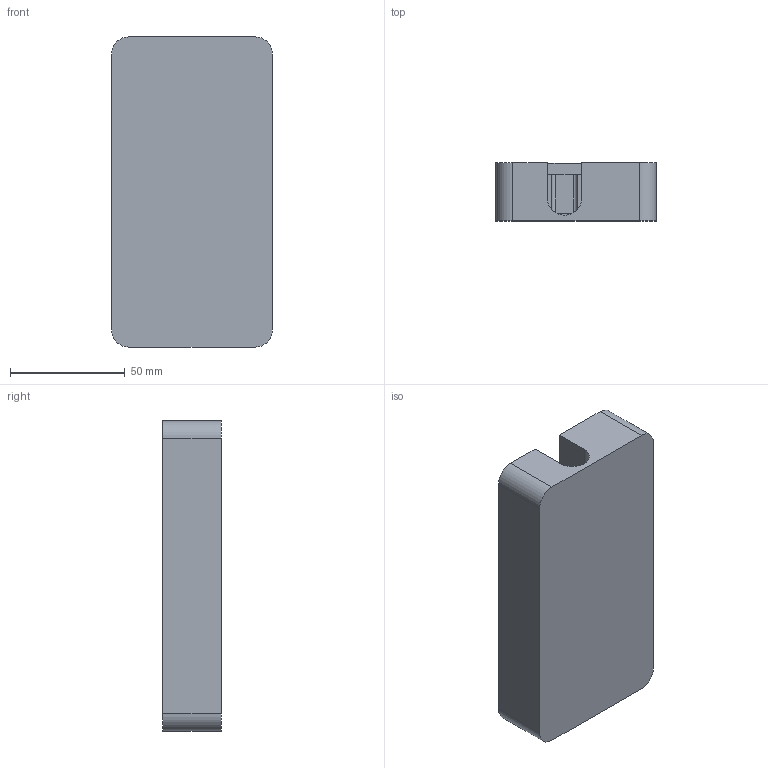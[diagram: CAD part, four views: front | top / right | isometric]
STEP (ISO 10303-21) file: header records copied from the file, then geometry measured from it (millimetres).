
FILE_DESCRIPTION(/* description */ (''),/* implementation_level */ '2;1');
FILE_NAME(/* name */ 'motorBatSlab.step',/* time_stamp */ '2021-07-07T15:38:18-05:00',/* author */ (''),/* organization */ (''),/* preprocessor_version */ 'ST-DEVELOPER v18.1',/* originating_system */ 'Autodesk Translation Framework v10.9.0.1377',/* authorisation */ '');
FILE_SCHEMA (('AUTOMOTIVE_DESIGN { 1 0 10303 214 3 1 1 }'));
Length unit declared in the file: millimetre
Products named in the file (1): motorBatSlabSkinnyRefined
Bounding box: 70 x 25.4 x 135 mm (x, y, z)
Volume: 165368 mm3; surface area: 37612.1 mm2
Topology: 1 solids, 1 shells, 84 faces, 225 edges, 146 vertices
Faces by surface type: plane 40, cylinder 39, torus 5
Full cylindrical faces by diameter (mm): 4.2 x3
Entity records: 2691 total; most frequent: DIRECTION 477, CARTESIAN_POINT 476, ORIENTED_EDGE 450, EDGE_CURVE 225, AXIS2_PLACEMENT_3D 171, VERTEX_POINT 146, LINE 135, VECTOR 135
